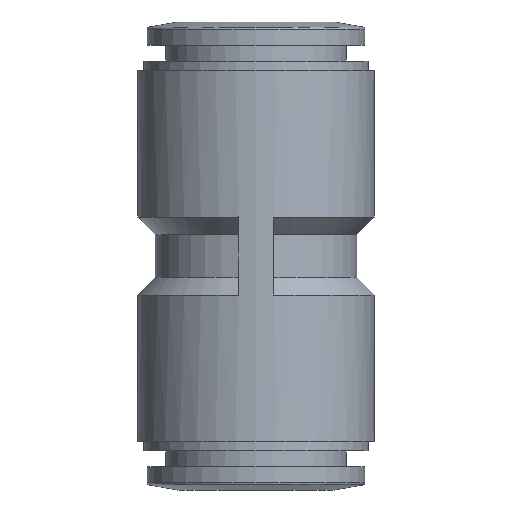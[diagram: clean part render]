
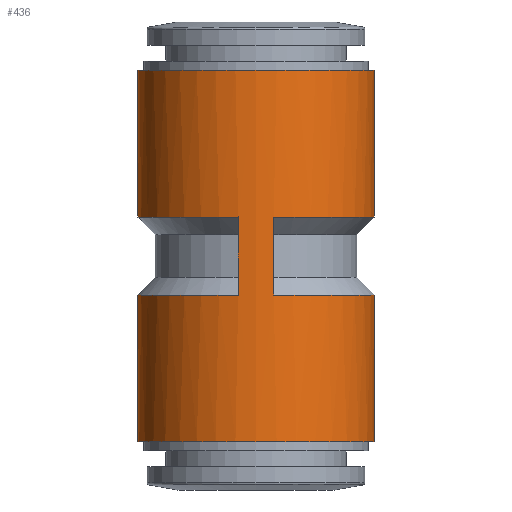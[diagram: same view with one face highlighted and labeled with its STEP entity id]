
A CAD part, left-side view. The second image highlights one B-rep face of the part: STEP entity #436.
In plain terms, the highlighted cylindrical face has radius 12.5 mm (diameter 25 mm), a full revolution.
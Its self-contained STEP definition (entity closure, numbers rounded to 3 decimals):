
#40=LINE('',#787,#48);
#41=LINE('',#788,#49);
#42=LINE('',#791,#50);
#43=LINE('',#792,#51);
#48=VECTOR('',#629,1000.);
#49=VECTOR('',#630,1000.);
#50=VECTOR('',#633,1000.);
#51=VECTOR('',#634,1000.);
#60=CYLINDRICAL_SURFACE('',#508,12.5);
#128=ORIENTED_EDGE('',*,*,#205,.T.);
#129=ORIENTED_EDGE('',*,*,#174,.T.);
#130=ORIENTED_EDGE('',*,*,#206,.F.);
#131=ORIENTED_EDGE('',*,*,#185,.F.);
#132=ORIENTED_EDGE('',*,*,#207,.T.);
#133=ORIENTED_EDGE('',*,*,#170,.T.);
#134=ORIENTED_EDGE('',*,*,#208,.F.);
#135=ORIENTED_EDGE('',*,*,#182,.F.);
#136=ORIENTED_EDGE('',*,*,#209,.T.);
#137=ORIENTED_EDGE('',*,*,#204,.F.);
#170=EDGE_CURVE('',#219,#218,#257,.T.);
#174=EDGE_CURVE('',#223,#222,#259,.T.);
#182=EDGE_CURVE('',#228,#229,#262,.T.);
#185=EDGE_CURVE('',#230,#231,#263,.T.);
#204=EDGE_CURVE('',#248,#248,#280,.T.);
#205=EDGE_CURVE('',#230,#223,#40,.T.);
#206=EDGE_CURVE('',#231,#222,#41,.T.);
#207=EDGE_CURVE('',#249,#249,#281,.T.);
#208=EDGE_CURVE('',#229,#218,#42,.T.);
#209=EDGE_CURVE('',#228,#219,#43,.T.);
#218=VERTEX_POINT('',#678);
#219=VERTEX_POINT('',#680);
#222=VERTEX_POINT('',#693);
#223=VERTEX_POINT('',#695);
#228=VERTEX_POINT('',#714);
#229=VERTEX_POINT('',#715);
#230=VERTEX_POINT('',#726);
#231=VERTEX_POINT('',#727);
#248=VERTEX_POINT('',#785);
#249=VERTEX_POINT('',#790);
#257=CIRCLE('',#463,12.5);
#259=CIRCLE('',#466,12.5);
#262=CIRCLE('',#472,12.5);
#263=CIRCLE('',#474,12.5);
#280=CIRCLE('',#507,12.5);
#281=CIRCLE('',#509,12.5);
#326=EDGE_LOOP('',(#128,#129,#130,#131));
#327=EDGE_LOOP('',(#132));
#328=EDGE_LOOP('',(#133,#134,#135,#136));
#329=EDGE_LOOP('',(#137));
#386=FACE_BOUND('',#326,.T.);
#387=FACE_BOUND('',#327,.T.);
#388=FACE_BOUND('',#328,.T.);
#389=FACE_BOUND('',#329,.T.);
#436=ADVANCED_FACE('',(#386,#387,#388,#389),#60,.T.);
#463=AXIS2_PLACEMENT_3D('',#679,#533,#534);
#466=AXIS2_PLACEMENT_3D('',#694,#539,#540);
#472=AXIS2_PLACEMENT_3D('',#713,#555,#556);
#474=AXIS2_PLACEMENT_3D('',#725,#559,#560);
#507=AXIS2_PLACEMENT_3D('',#784,#625,#626);
#508=AXIS2_PLACEMENT_3D('',#786,#627,#628);
#509=AXIS2_PLACEMENT_3D('',#789,#631,#632);
#533=DIRECTION('',(0.,0.,-1.));
#534=DIRECTION('',(-1.,0.,0.));
#539=DIRECTION('',(0.,0.,-1.));
#540=DIRECTION('',(-1.,0.,0.));
#555=DIRECTION('',(0.,0.,-1.));
#556=DIRECTION('',(-1.,0.,0.));
#559=DIRECTION('',(0.,0.,-1.));
#560=DIRECTION('',(-1.,0.,0.));
#625=DIRECTION('',(0.,0.,-1.));
#626=DIRECTION('',(-1.,0.,0.));
#627=DIRECTION('',(0.,0.,-1.));
#628=DIRECTION('',(-1.,0.,0.));
#629=DIRECTION('',(0.,0.,-1.));
#630=DIRECTION('',(0.,0.,-1.));
#631=DIRECTION('',(0.,0.,-1.));
#632=DIRECTION('',(-1.,0.,0.));
#633=DIRECTION('',(0.,0.,-1.));
#634=DIRECTION('',(0.,0.,-1.));
#678=CARTESIAN_POINT('',(-12.359,-1.875,20.583));
#679=CARTESIAN_POINT('',(0.,0.,20.583));
#680=CARTESIAN_POINT('',(12.359,-1.875,20.583));
#693=CARTESIAN_POINT('',(12.359,1.875,20.583));
#694=CARTESIAN_POINT('',(0.,0.,20.583));
#695=CARTESIAN_POINT('',(-12.359,1.875,20.583));
#713=CARTESIAN_POINT('',(0.,0.,28.817));
#714=CARTESIAN_POINT('',(12.359,-1.875,28.817));
#715=CARTESIAN_POINT('',(-12.359,-1.875,28.817));
#725=CARTESIAN_POINT('',(0.,0.,28.817));
#726=CARTESIAN_POINT('',(-12.359,1.875,28.817));
#727=CARTESIAN_POINT('',(12.359,1.875,28.817));
#784=CARTESIAN_POINT('',(0.,0.,5.117));
#785=CARTESIAN_POINT('',(-12.5,0.,5.117));
#786=CARTESIAN_POINT('',(0.,0.,0.));
#787=CARTESIAN_POINT('',(-12.359,1.875,28.817));
#788=CARTESIAN_POINT('',(12.359,1.875,28.817));
#789=CARTESIAN_POINT('',(0.,0.,44.283));
#790=CARTESIAN_POINT('',(-12.5,0.,44.283));
#791=CARTESIAN_POINT('',(-12.359,-1.875,28.817));
#792=CARTESIAN_POINT('',(12.359,-1.875,28.817));
